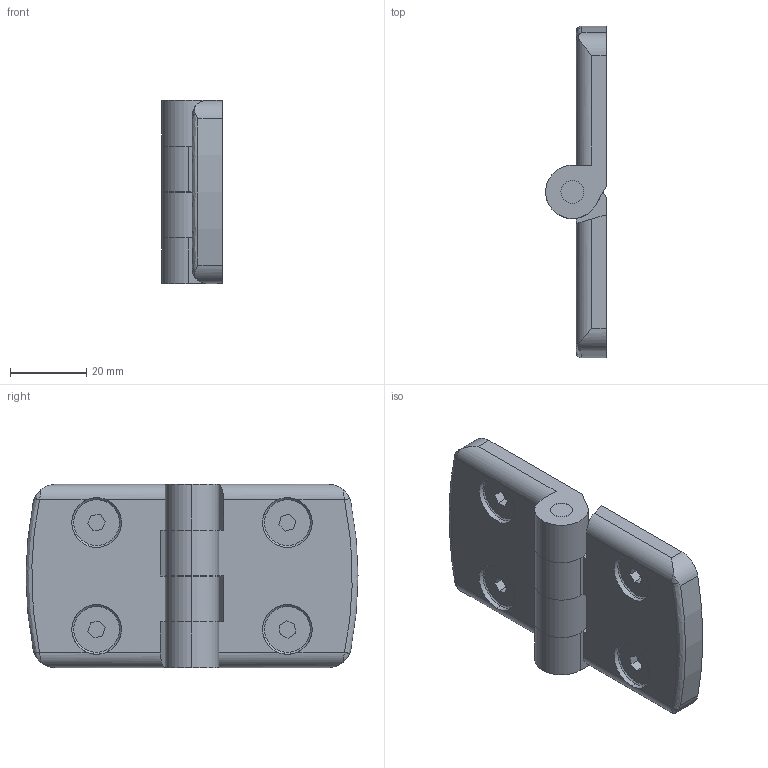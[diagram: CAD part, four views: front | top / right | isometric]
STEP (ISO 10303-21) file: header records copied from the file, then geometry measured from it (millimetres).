
FILE_DESCRIPTION (( 'STEP AP214' ), '1' );
FILE_NAME ('62217221', '2019-02-04T09:03:55', ( '' ), ('JUGARD+KÜNSTNER GmbH'), 'SwSTEP 2.0', 'SolidWorks 2017', '' );
FILE_SCHEMA (( 'AUTOMOTIVE_DESIGN' ));
Length unit declared in the file: millimetre
Products named in the file (3): Kopie von 62217221 Scharniersatz 45-45 AL b_1^62217221; Kopie von 62217221 Scharniersatz 45-45 AL a_1^62217221; 62217221_CNAJF00
Assembly tree (2 placements, depth 2):
  62217221_CNAJF00
    Kopie von 62217221 Scharniersatz 45-45 AL b_1^62217221
    Kopie von 62217221 Scharniersatz 45-45 AL a_1^62217221
Bounding box: 15.9 x 87 x 48 mm (x, y, z)
Volume: 33781.3 mm3; surface area: 13053.8 mm2
Topology: 2 solids, 2 shells, 148 faces, 358 edges, 224 vertices
Faces by surface type: plane 64, cylinder 54, cone 16, bspline 14
Entity records: 5120 total; most frequent: CARTESIAN_POINT 1167, DIRECTION 718, ORIENTED_EDGE 716, EDGE_CURVE 358, AXIS2_PLACEMENT_3D 253, VERTEX_POINT 224, LINE 212, VECTOR 212
